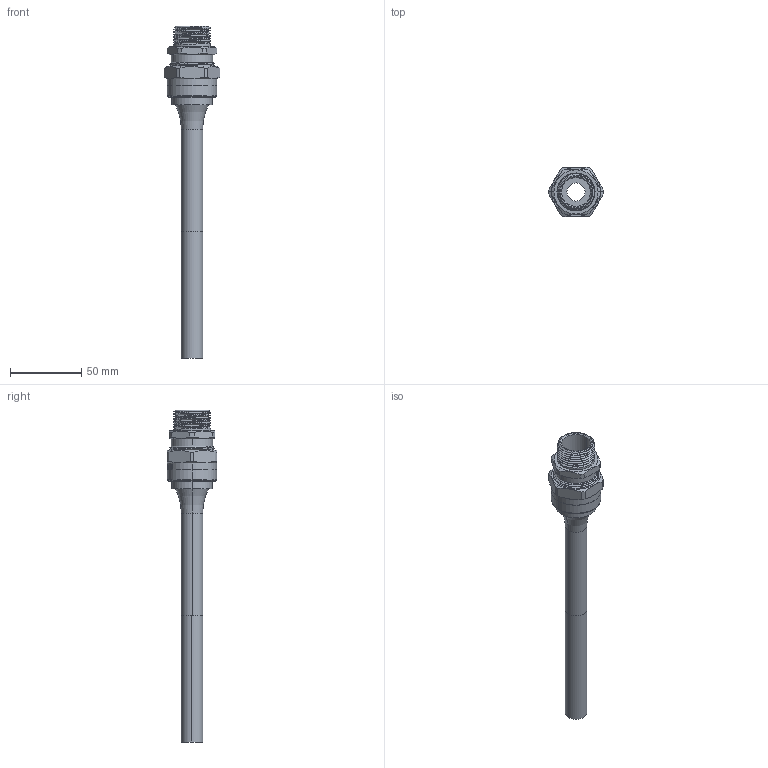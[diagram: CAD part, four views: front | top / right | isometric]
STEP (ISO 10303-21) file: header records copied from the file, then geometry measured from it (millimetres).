
FILE_DESCRIPTION (( 'STEP AP203' ), '1' );
FILE_NAME ('RSR-208-E ASSEMBLY.STEP', '2019-07-17T21:25:16', ( '' ), ( '' ), 'SwSTEP 2.0', 'SolidWorks 2018', '' );
FILE_SCHEMA (( 'CONFIG_CONTROL_DESIGN' ));
Length unit declared in the file: inch
Products named in the file (5): R-210-D; RSR-200-B; RSR-200-ND; RSR-208-E ASSEMBLY; SRB-203 THRU SRB-213_SRB-208
Assembly tree (4 placements, depth 2):
  RSR-208-E ASSEMBLY
    RSR-200-B
    SRB-203 THRU SRB-213_SRB-208
    RSR-200-ND
    R-210-D
Bounding box: 38.86 x 34.92 x 233 mm (x, y, z)
Volume: 34563.3 mm3; surface area: 36158 mm2
Topology: 5 solids, 5 shells, 297 faces, 763 edges, 498 vertices
Faces by surface type: plane 95, cylinder 91, bspline 54, cone 53, torus 4
Entity records: 18822 total; most frequent: CARTESIAN_POINT 11712, ORIENTED_EDGE 1526, DIRECTION 1156, EDGE_CURVE 763, VERTEX_POINT 498, AXIS2_PLACEMENT_3D 456, EDGE_LOOP 329, ADVANCED_FACE 297
